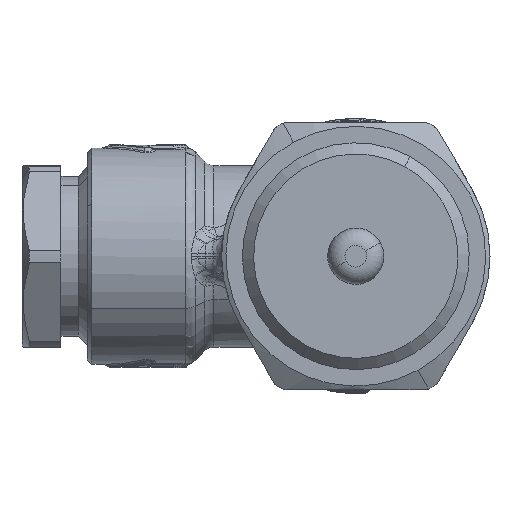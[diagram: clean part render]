
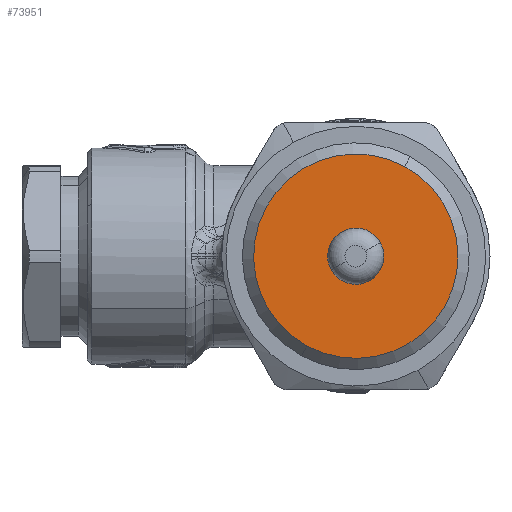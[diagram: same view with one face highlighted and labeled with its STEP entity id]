
A CAD part, left-side view. The second image highlights one B-rep face of the part: STEP entity #73951.
In plain terms, the highlighted planar face has unit normal (-1, 0, 0).
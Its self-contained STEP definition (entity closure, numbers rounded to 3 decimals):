
#73908=CARTESIAN_POINT('Vertex',(-42.6,5.657,-10.355)) ;
#73915=CARTESIAN_POINT('Vertex',(-42.6,-5.657,10.355)) ;
#73918=CARTESIAN_POINT('Axis2P3D Location',(-42.6,0.,0.)) ;
#73930=CARTESIAN_POINT('Axis2P3D Location',(-42.6,0.,0.)) ;
#73942=CARTESIAN_POINT('Axis2P3D Location',(-42.6,0.,-10.5)) ;
#73919=DIRECTION('Axis2P3D Direction',(1.,0.,0.)) ;
#73931=DIRECTION('Axis2P3D Direction',(1.,0.,0.)) ;
#73943=DIRECTION('Axis2P3D Direction',(1.,0.,0.)) ;
#73944=DIRECTION('Axis2P3D XDirection',(0.,-1.,0.)) ;
#73920=AXIS2_PLACEMENT_3D('Circle Axis2P3D',#73918,#73919,$) ;
#73932=AXIS2_PLACEMENT_3D('Circle Axis2P3D',#73930,#73931,$) ;
#73945=AXIS2_PLACEMENT_3D('Plane Axis2P3D',#73942,#73943,#73944) ;
#73921=CIRCLE('generated circle',#73920,11.8) ;
#73933=CIRCLE('generated circle',#73932,11.8) ;
#73946=PLANE('',#73945) ;
#73922=EDGE_CURVE('',#73916,#73909,#73921,.T.) ;
#73934=EDGE_CURVE('',#73909,#73916,#73933,.T.) ;
#73948=ORIENTED_EDGE('',*,*,#73934,.F.) ;
#73949=ORIENTED_EDGE('',*,*,#73922,.F.) ;
#73947=EDGE_LOOP('',(#73948,#73949)) ;
#73909=VERTEX_POINT('',#73908) ;
#73916=VERTEX_POINT('',#73915) ;
#73951=ADVANCED_FACE('41731.1\\PartBody',(#73950),#73946,.F.) ;
#73950=FACE_OUTER_BOUND('',#73947,.T.) ;
